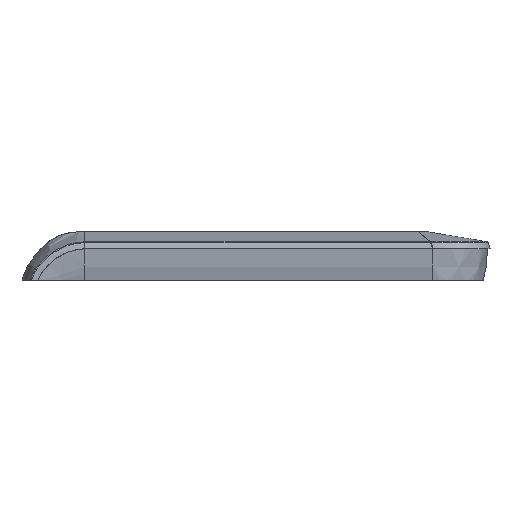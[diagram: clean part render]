
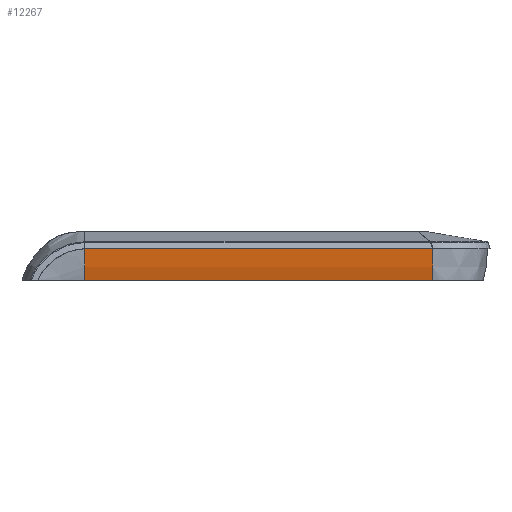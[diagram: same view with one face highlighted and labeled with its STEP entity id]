
A CAD part, left-side view. The second image highlights one B-rep face of the part: STEP entity #12267.
In plain terms, the highlighted free-form (B-spline) face has degree [5, 2] with [9, 3] control points.
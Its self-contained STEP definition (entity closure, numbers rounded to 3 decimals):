
#12159=CARTESIAN_POINT('Control Point',(-40.6,-31.,5.502)) ;
#12160=CARTESIAN_POINT('Control Point',(-40.41,-31.,1.886)) ;
#12161=CARTESIAN_POINT('Control Point',(-39.8,-31.,0.)) ;
#12162=CARTESIAN_POINT('Vertex',(-40.6,-31.,5.502)) ;
#12164=CARTESIAN_POINT('Vertex',(-39.8,-31.,0.)) ;
#12203=CARTESIAN_POINT('Control Point',(-40.6,30.,5.502)) ;
#12204=CARTESIAN_POINT('Control Point',(-40.41,30.,1.886)) ;
#12205=CARTESIAN_POINT('Control Point',(-39.8,30.,0.)) ;
#12206=CARTESIAN_POINT('Control Point',(-40.6,22.69,5.502)) ;
#12207=CARTESIAN_POINT('Control Point',(-40.41,22.589,1.886)) ;
#12208=CARTESIAN_POINT('Control Point',(-39.8,22.529,0.)) ;
#12209=CARTESIAN_POINT('Control Point',(-40.6,15.379,5.502)) ;
#12210=CARTESIAN_POINT('Control Point',(-40.41,15.178,1.885)) ;
#12211=CARTESIAN_POINT('Control Point',(-39.8,15.058,0.)) ;
#12212=CARTESIAN_POINT('Control Point',(-40.6,8.017,5.502)) ;
#12213=CARTESIAN_POINT('Control Point',(-40.41,7.781,1.885)) ;
#12214=CARTESIAN_POINT('Control Point',(-39.8,7.634,0.)) ;
#12215=CARTESIAN_POINT('Control Point',(-40.6,-4.16,5.502)) ;
#12216=CARTESIAN_POINT('Control Point',(-40.41,-4.426,1.884)) ;
#12217=CARTESIAN_POINT('Control Point',(-39.8,-4.596,0.)) ;
#12218=CARTESIAN_POINT('Control Point',(-40.6,-16.4,5.502)) ;
#12219=CARTESIAN_POINT('Control Point',(-40.41,-16.614,1.884)) ;
#12220=CARTESIAN_POINT('Control Point',(-39.8,-16.761,0.)) ;
#12221=CARTESIAN_POINT('Control Point',(-40.6,-21.263,5.502)) ;
#12222=CARTESIAN_POINT('Control Point',(-40.426,-21.415,1.879)) ;
#12223=CARTESIAN_POINT('Control Point',(-39.8,-21.57,0.)) ;
#12224=CARTESIAN_POINT('Control Point',(-40.6,-26.104,5.502)) ;
#12225=CARTESIAN_POINT('Control Point',(-40.411,-26.177,1.886)) ;
#12226=CARTESIAN_POINT('Control Point',(-39.8,-26.313,0.)) ;
#12227=CARTESIAN_POINT('Control Point',(-40.6,-31.,5.502)) ;
#12228=CARTESIAN_POINT('Control Point',(-40.41,-31.,1.886)) ;
#12229=CARTESIAN_POINT('Control Point',(-39.8,-31.,0.)) ;
#12231=CARTESIAN_POINT('Control Point',(-40.6,30.,5.502)) ;
#12232=CARTESIAN_POINT('Control Point',(-40.41,30.,1.886)) ;
#12233=CARTESIAN_POINT('Control Point',(-39.8,30.,0.)) ;
#12234=CARTESIAN_POINT('Vertex',(-40.6,30.,5.502)) ;
#12236=CARTESIAN_POINT('Vertex',(-39.8,30.,0.)) ;
#12240=CARTESIAN_POINT('Control Point',(-39.8,30.,0.)) ;
#12241=CARTESIAN_POINT('Control Point',(-39.8,22.529,0.)) ;
#12242=CARTESIAN_POINT('Control Point',(-39.8,15.058,0.)) ;
#12243=CARTESIAN_POINT('Control Point',(-39.8,7.634,0.)) ;
#12244=CARTESIAN_POINT('Control Point',(-39.8,-4.596,0.)) ;
#12245=CARTESIAN_POINT('Control Point',(-39.8,-16.761,0.)) ;
#12246=CARTESIAN_POINT('Control Point',(-39.8,-21.57,0.)) ;
#12247=CARTESIAN_POINT('Control Point',(-39.8,-26.313,0.)) ;
#12248=CARTESIAN_POINT('Control Point',(-39.8,-31.,0.)) ;
#12251=CARTESIAN_POINT('Control Point',(-40.6,30.,5.502)) ;
#12252=CARTESIAN_POINT('Control Point',(-40.6,22.69,5.502)) ;
#12253=CARTESIAN_POINT('Control Point',(-40.6,15.379,5.502)) ;
#12254=CARTESIAN_POINT('Control Point',(-40.6,8.017,5.502)) ;
#12255=CARTESIAN_POINT('Control Point',(-40.6,-4.16,5.502)) ;
#12256=CARTESIAN_POINT('Control Point',(-40.6,-16.4,5.502)) ;
#12257=CARTESIAN_POINT('Control Point',(-40.6,-21.263,5.502)) ;
#12258=CARTESIAN_POINT('Control Point',(-40.6,-26.104,5.502)) ;
#12259=CARTESIAN_POINT('Control Point',(-40.6,-31.,5.502)) ;
#12262=ORIENTED_EDGE('',*,*,#12238,.T.) ;
#12263=ORIENTED_EDGE('',*,*,#12249,.F.) ;
#12264=ORIENTED_EDGE('',*,*,#12166,.F.) ;
#12265=ORIENTED_EDGE('',*,*,#12260,.T.) ;
#12267=ADVANCED_FACE('ED07518_A.1\\Corps principal',(#12266),#12202,.F.) ;
#12158=B_SPLINE_CURVE_WITH_KNOTS('',2,(#12159,#12160,#12161),.UNSPECIFIED.,.F.,.U.,(3,3),(0.,5.565),.UNSPECIFIED.) ;
#12230=B_SPLINE_CURVE_WITH_KNOTS('',2,(#12231,#12232,#12233),.UNSPECIFIED.,.F.,.U.,(3,3),(0.,5.565),.UNSPECIFIED.) ;
#12239=B_SPLINE_CURVE_WITH_KNOTS('',5,(#12240,#12241,#12242,#12243,#12244,#12245,#12246,#12247,#12248),.UNSPECIFIED.,.F.,.U.,(6,3,6),(0.,36.988,61.001),.UNSPECIFIED.) ;
#12250=B_SPLINE_CURVE_WITH_KNOTS('',5,(#12251,#12252,#12253,#12254,#12255,#12256,#12257,#12258,#12259),.UNSPECIFIED.,.F.,.U.,(6,3,6),(0.,36.988,61.001),.UNSPECIFIED.) ;
#12202=B_SPLINE_SURFACE_WITH_KNOTS('',5,2,((#12203,#12204,#12205),(#12206,#12207,#12208),(#12209,#12210,#12211),(#12212,#12213,#12214),(#12215,#12216,#12217),(#12218,#12219,#12220),(#12221,#12222,#12223),(#12224,#12225,#12226),(#12227,#12228,#12229)),.UNSPECIFIED.,.F.,.F.,.U.,(6,3,6),(3,3),(0.,36.988,61.001),(0.,5.565),.UNSPECIFIED.) ;
#12166=EDGE_CURVE('',#12163,#12165,#12158,.T.) ;
#12238=EDGE_CURVE('',#12235,#12237,#12230,.T.) ;
#12249=EDGE_CURVE('',#12165,#12237,#12239,.F.) ;
#12260=EDGE_CURVE('',#12163,#12235,#12250,.F.) ;
#12261=EDGE_LOOP('',(#12262,#12263,#12264,#12265)) ;
#12266=FACE_OUTER_BOUND('',#12261,.T.) ;
#12163=VERTEX_POINT('',#12162) ;
#12165=VERTEX_POINT('',#12164) ;
#12235=VERTEX_POINT('',#12234) ;
#12237=VERTEX_POINT('',#12236) ;
